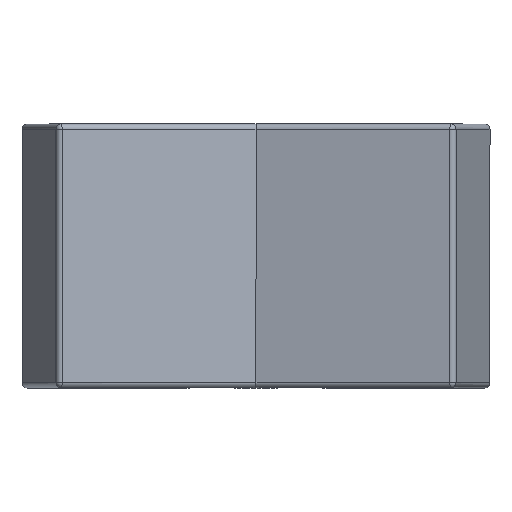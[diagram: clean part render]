
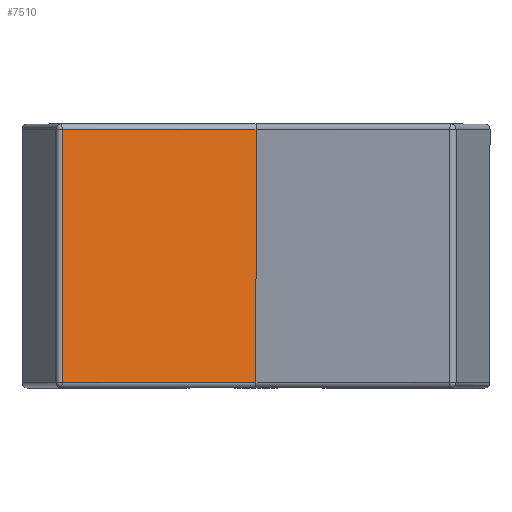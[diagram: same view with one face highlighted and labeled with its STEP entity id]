
A CAD part, top view. The second image highlights one B-rep face of the part: STEP entity #7510.
In plain terms, the highlighted planar face has unit normal (0.216, 0, 0.976).
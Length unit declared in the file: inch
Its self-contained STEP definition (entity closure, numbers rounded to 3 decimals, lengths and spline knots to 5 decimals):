
#484=FACE_OUTER_BOUND('',#933,.T.);
#933=EDGE_LOOP('',(#5191,#5192,#5193,#5194));
#1402=LINE('',#11149,#2274);
#1404=LINE('',#11153,#2276);
#1407=LINE('',#11159,#2279);
#1418=LINE('',#11185,#2290);
#2274=VECTOR('',#8880,0.3937);
#2276=VECTOR('',#8884,0.3937);
#2279=VECTOR('',#8891,0.3937);
#2290=VECTOR('',#8920,0.3937);
#3161=VERTEX_POINT('',#11116);
#3168=VERTEX_POINT('',#11132);
#3169=VERTEX_POINT('',#11136);
#3174=VERTEX_POINT('',#11152);
#3923=EDGE_CURVE('',#3169,#3168,#1402,.T.);
#3925=EDGE_CURVE('',#3174,#3169,#1404,.T.);
#3929=EDGE_CURVE('',#3168,#3161,#1407,.T.);
#3943=EDGE_CURVE('',#3161,#3174,#1418,.T.);
#5191=ORIENTED_EDGE('',*,*,#3929,.F.);
#5192=ORIENTED_EDGE('',*,*,#3923,.F.);
#5193=ORIENTED_EDGE('',*,*,#3925,.F.);
#5194=ORIENTED_EDGE('',*,*,#3943,.F.);
#7168=PLANE('',#8036);
#7510=ADVANCED_FACE('',(#484),#7168,.T.);
#8036=AXIS2_PLACEMENT_3D('',#11184,#8918,#8919);
#8880=DIRECTION('',(0.,1.,0.));
#8884=DIRECTION('',(-0.976,0.,0.216));
#8891=DIRECTION('',(0.976,0.,-0.216));
#8918=DIRECTION('center_axis',(0.216,0.,
0.976));
#8919=DIRECTION('ref_axis',(0.,-1.,0.));
#8920=DIRECTION('',(0.,-1.,0.));
#11116=CARTESIAN_POINT('',(0.,0.28563,0.77903));
#11132=CARTESIAN_POINT('',(-0.43706,0.28563,0.87593));
#11136=CARTESIAN_POINT('',(-0.43706,-0.28563,0.87593));
#11149=CARTESIAN_POINT('',(-0.43706,0.,0.87593));
#11152=CARTESIAN_POINT('',(0.,-0.28563,0.77903));
#11153=CARTESIAN_POINT('',(-0.21286,-0.28563,0.82622));
#11159=CARTESIAN_POINT('',(-0.21286,0.28563,0.82622));
#11184=CARTESIAN_POINT('Origin',(-0.44823,0.,
0.8784));
#11185=CARTESIAN_POINT('',(0.,0.,0.77903));
